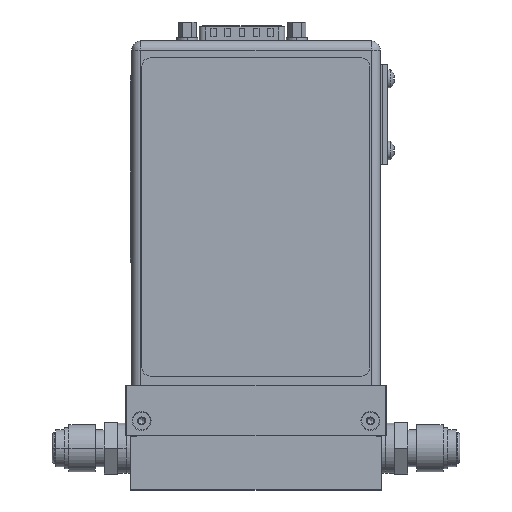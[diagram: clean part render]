
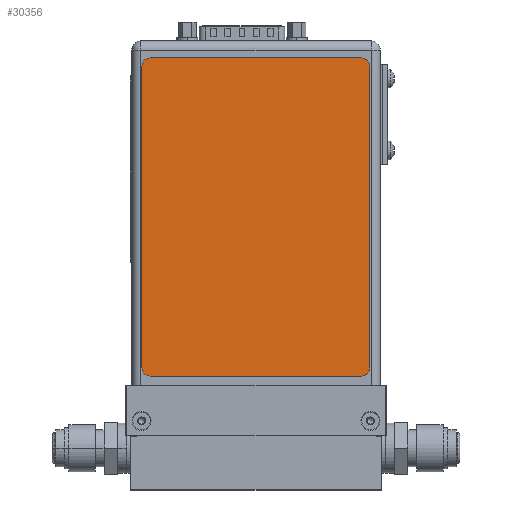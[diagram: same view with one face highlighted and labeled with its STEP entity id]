
A CAD part, top view. The second image highlights one B-rep face of the part: STEP entity #30356.
In plain terms, the highlighted planar face has unit normal (0, 0, 1).
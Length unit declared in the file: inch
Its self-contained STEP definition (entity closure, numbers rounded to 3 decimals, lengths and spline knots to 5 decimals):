
#30113=CARTESIAN_POINT('',(2.63,3.71,0.004));
#30114=DIRECTION('',(0.,0.,1.));
#30115=DIRECTION('',(1.,0.,0.));
#30116=AXIS2_PLACEMENT_3D('',#30113,#30114,#30115);
#30121=DIRECTION('',(0.,1.,0.));
#30122=VECTOR('',#30121,3.61);
#30123=CARTESIAN_POINT('',(2.73,0.1,0.004));
#30124=LINE('',#30123,#30122);
#30128=CARTESIAN_POINT('',(2.63,0.1,0.004));
#30129=DIRECTION('',(0.,0.,1.));
#30130=DIRECTION('',(0.,-1.,0.));
#30131=AXIS2_PLACEMENT_3D('',#30128,#30129,#30130);
#30136=DIRECTION('',(1.,0.,0.));
#30137=VECTOR('',#30136,2.53);
#30138=CARTESIAN_POINT('',(0.1,0.,0.004));
#30139=LINE('',#30138,#30137);
#30143=CARTESIAN_POINT('',(0.1,0.1,0.004));
#30144=DIRECTION('',(0.,0.,1.));
#30145=DIRECTION('',(-1.,0.,0.));
#30146=AXIS2_PLACEMENT_3D('',#30143,#30144,#30145);
#30151=DIRECTION('',(0.,-1.,0.));
#30152=VECTOR('',#30151,3.61);
#30153=CARTESIAN_POINT('',(0.,3.71,0.004));
#30154=LINE('',#30153,#30152);
#30158=CARTESIAN_POINT('',(0.1,3.71,0.004));
#30159=DIRECTION('',(0.,0.,1.));
#30160=DIRECTION('',(0.,1.,0.));
#30161=AXIS2_PLACEMENT_3D('',#30158,#30159,#30160);
#30166=DIRECTION('',(-1.,0.,0.));
#30167=VECTOR('',#30166,2.53);
#30168=CARTESIAN_POINT('',(2.63,3.81,0.004));
#30169=LINE('',#30168,#30167);
#30177=CARTESIAN_POINT('',(2.73,3.71,0.004));
#30178=VERTEX_POINT('',#30177);
#30179=CARTESIAN_POINT('',(2.63,3.81,0.004));
#30180=VERTEX_POINT('',#30179);
#30185=CARTESIAN_POINT('',(0.1,3.81,0.004));
#30186=VERTEX_POINT('',#30185);
#30187=CARTESIAN_POINT('',(0.,3.71,0.004));
#30188=VERTEX_POINT('',#30187);
#30193=CARTESIAN_POINT('',(0.,0.1,0.004));
#30194=VERTEX_POINT('',#30193);
#30195=CARTESIAN_POINT('',(0.1,0.,0.004));
#30196=VERTEX_POINT('',#30195);
#30199=CARTESIAN_POINT('',(2.73,0.1,0.004));
#30200=VERTEX_POINT('',#30199);
#30203=CARTESIAN_POINT('',(2.63,0.,0.004));
#30204=VERTEX_POINT('',#30203);
#30341=CARTESIAN_POINT('',(0.,0.,0.004));
#30342=DIRECTION('',(0.,0.,1.));
#30343=DIRECTION('',(1.,0.,0.));
#30344=AXIS2_PLACEMENT_3D('',#30341,#30342,#30343);
#30345=PLANE('',#30344);
#30346=ORIENTED_EDGE('',*,*,#30237,.F.);
#30347=ORIENTED_EDGE('',*,*,#30253,.F.);
#30348=ORIENTED_EDGE('',*,*,#30266,.F.);
#30349=ORIENTED_EDGE('',*,*,#30279,.F.);
#30350=ORIENTED_EDGE('',*,*,#30294,.F.);
#30351=ORIENTED_EDGE('',*,*,#30307,.F.);
#30352=ORIENTED_EDGE('',*,*,#30322,.F.);
#30353=ORIENTED_EDGE('',*,*,#30334,.F.);
#30354=EDGE_LOOP('',(#30346,#30347,#30348,#30349,#30350,#30351,#30352,#30353));
#30355=FACE_OUTER_BOUND('',#30354,.F.);
#30356=ADVANCED_FACE('',(#30355),#30345,.T.);
#30117=CIRCLE('',#30116,0.1);
#30132=CIRCLE('',#30131,0.1);
#30147=CIRCLE('',#30146,0.1);
#30162=CIRCLE('',#30161,0.1);
#30237=EDGE_CURVE('',#30178,#30180,#30117,.T.);
#30253=EDGE_CURVE('',#30200,#30178,#30124,.T.);
#30266=EDGE_CURVE('',#30204,#30200,#30132,.T.);
#30279=EDGE_CURVE('',#30196,#30204,#30139,.T.);
#30294=EDGE_CURVE('',#30194,#30196,#30147,.T.);
#30307=EDGE_CURVE('',#30188,#30194,#30154,.T.);
#30322=EDGE_CURVE('',#30186,#30188,#30162,.T.);
#30334=EDGE_CURVE('',#30180,#30186,#30169,.T.);
